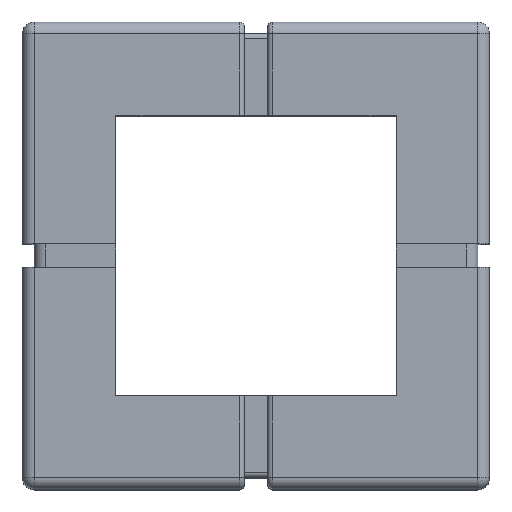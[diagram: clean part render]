
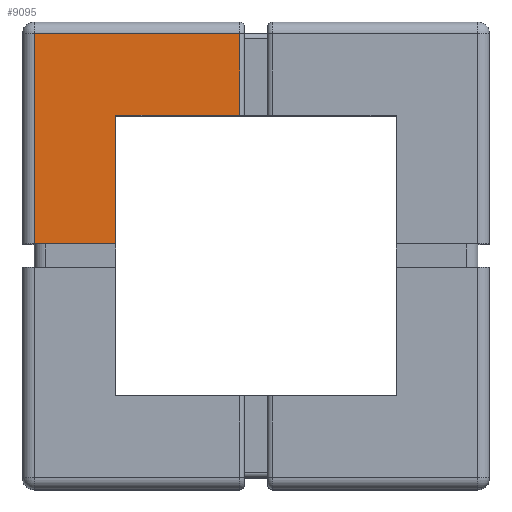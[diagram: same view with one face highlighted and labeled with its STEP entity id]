
A CAD part, top view. The second image highlights one B-rep face of the part: STEP entity #9095.
In plain terms, the highlighted planar face has unit normal (0, 0, 1).
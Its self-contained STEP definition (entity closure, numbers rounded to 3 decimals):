
#127 = LINE ( 'NONE', #9785, #130 ) ;
#130 = VECTOR ( 'NONE', #9786, 1000. ) ;
#1044 = FACE_OUTER_BOUND ( 'NONE', #9646, .T. ) ;
#2138 = VERTEX_POINT ( 'NONE', #2909 ) ;
#2160 = VERTEX_POINT ( 'NONE', #6542 ) ;
#2161 = VERTEX_POINT ( 'NONE', #6543 ) ;
#2164 = VERTEX_POINT ( 'NONE', #6546 ) ;
#2183 = VERTEX_POINT ( 'NONE', #6565 ) ;
#2257 = VERTEX_POINT ( 'NONE', #11251 ) ;
#2608 = ORIENTED_EDGE ( 'NONE', *, *, #5086, .T. ) ;
#2609 = ORIENTED_EDGE ( 'NONE', *, *, #11542, .T. ) ;
#2610 = ORIENTED_EDGE ( 'NONE', *, *, #11543, .T. ) ;
#2611 = ORIENTED_EDGE ( 'NONE', *, *, #11544, .T. ) ;
#2612 = ORIENTED_EDGE ( 'NONE', *, *, #11545, .T. ) ;
#2613 = ORIENTED_EDGE ( 'NONE', *, *, #11546, .T. ) ;
#2909 = CARTESIAN_POINT ( 'NONE',  ( -6., 10.5, 10. ) ) ;
#4677 = LINE ( 'NONE', #10768, #4680 ) ;
#4679 = LINE ( 'NONE', #10770, #4682 ) ;
#4680 = VECTOR ( 'NONE', #10769, 1000. ) ;
#4681 = LINE ( 'NONE', #10772, #4684 ) ;
#4682 = VECTOR ( 'NONE', #10771, 1000. ) ;
#4683 = LINE ( 'NONE', #10774, #4686 ) ;
#4684 = VECTOR ( 'NONE', #10773, 1000. ) ;
#4685 = LINE ( 'NONE', #10776, #4688 ) ;
#4686 = VECTOR ( 'NONE', #10775, 1000. ) ;
#4688 = VECTOR ( 'NONE', #10777, 1000. ) ;
#5086 = EDGE_CURVE ( 'NONE', #2183, #2164, #127, .T. ) ;
#6299 = CARTESIAN_POINT ( 'NONE',  ( -10., 10.5, 10. ) ) ;
#6306 = PLANE ( 'NONE',  #7424 ) ;
#6308 = DIRECTION ( 'NONE',  ( 0., 0., 1. ) ) ;
#6309 = DIRECTION ( 'NONE',  ( -1., 0., 0. ) ) ;
#6542 = CARTESIAN_POINT ( 'NONE',  ( -9.5, 19.5, 10. ) ) ;
#6543 = CARTESIAN_POINT ( 'NONE',  ( -0.7, 19.5, 10. ) ) ;
#6546 = CARTESIAN_POINT ( 'NONE',  ( -0.7, 16., 10. ) ) ;
#6565 = CARTESIAN_POINT ( 'NONE',  ( -6., 16., 10. ) ) ;
#7424 = AXIS2_PLACEMENT_3D ( 'NONE', #6299, #6308, #6309 ) ;
#9095 = ADVANCED_FACE ( 'NONE', ( #1044 ), #6306, .T. ) ;
#9646 = EDGE_LOOP ( 'NONE', ( #2608, #2609, #2610, #2611, #2612, #2613 ) ) ;
#9785 = CARTESIAN_POINT ( 'NONE',  ( -6., 16., 10. ) ) ;
#9786 = DIRECTION ( 'NONE',  ( 1., 0., 0. ) ) ;
#10768 = CARTESIAN_POINT ( 'NONE',  ( -0.7, 10.5, 10. ) ) ;
#10769 = DIRECTION ( 'NONE',  ( 0., 1., 0. ) ) ;
#10770 = CARTESIAN_POINT ( 'NONE',  ( -10., 19.5, 10. ) ) ;
#10771 = DIRECTION ( 'NONE',  ( -1., 0., 0. ) ) ;
#10772 = CARTESIAN_POINT ( 'NONE',  ( -9.5, 10.5, 10. ) ) ;
#10773 = DIRECTION ( 'NONE',  ( 0., -1., 0. ) ) ;
#10774 = CARTESIAN_POINT ( 'NONE',  ( -10., 10.5, 10. ) ) ;
#10775 = DIRECTION ( 'NONE',  ( 1., 0., 0. ) ) ;
#10776 = CARTESIAN_POINT ( 'NONE',  ( -6., 10.5, 10. ) ) ;
#10777 = DIRECTION ( 'NONE',  ( 0., 1., 0. ) ) ;
#11251 = CARTESIAN_POINT ( 'NONE',  ( -9.5, 10.5, 10. ) ) ;
#11542 = EDGE_CURVE ( 'NONE', #2164, #2161, #4677, .T. ) ;
#11543 = EDGE_CURVE ( 'NONE', #2161, #2160, #4679, .T. ) ;
#11544 = EDGE_CURVE ( 'NONE', #2160, #2257, #4681, .T. ) ;
#11545 = EDGE_CURVE ( 'NONE', #2257, #2138, #4683, .T. ) ;
#11546 = EDGE_CURVE ( 'NONE', #2138, #2183, #4685, .T. ) ;
